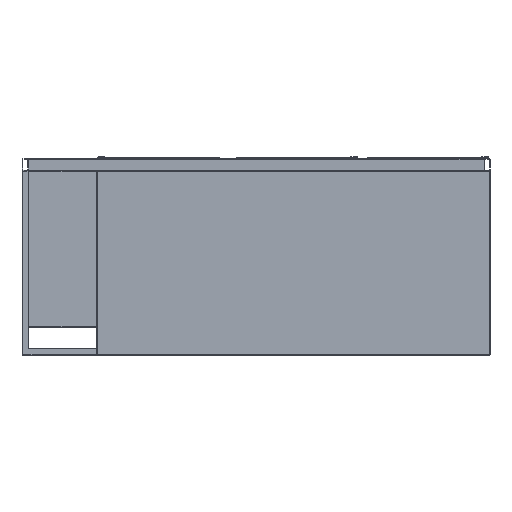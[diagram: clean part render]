
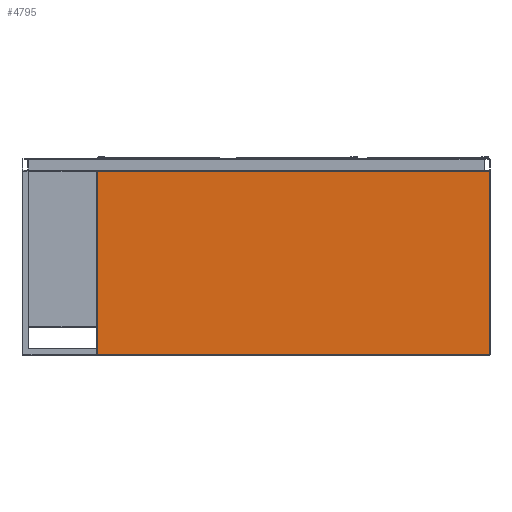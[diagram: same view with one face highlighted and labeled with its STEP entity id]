
A CAD part, front view. The second image highlights one B-rep face of the part: STEP entity #4795.
In plain terms, the highlighted planar face has unit normal (0, -1, 0).
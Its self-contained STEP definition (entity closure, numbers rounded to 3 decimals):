
#314 = CARTESIAN_POINT ( 'NONE',  ( 658., -355., -658. ) ) ;
#1818 = ORIENTED_EDGE ( 'NONE', *, *, #6870, .T. ) ;
#2329 = CARTESIAN_POINT ( 'NONE',  ( -660., -355., -42. ) ) ;
#2932 = DIRECTION ( 'NONE',  ( 0., -1., 0. ) ) ;
#3531 = VERTEX_POINT ( 'NONE', #314 ) ;
#4239 = EDGE_CURVE ( 'NONE', #3531, #26373, #4854, .T. ) ;
#4795 = ADVANCED_FACE ( 'Fl�che8', ( #20505 ), #6305, .T. ) ;
#4854 = LINE ( 'NONE', #22418, #8531 ) ;
#5098 = EDGE_CURVE ( 'NONE', #26373, #26584, #30744, .T. ) ;
#5502 = EDGE_LOOP ( 'NONE', ( #12203, #36838, #1818, #15426 ) ) ;
#6305 = PLANE ( 'NONE',  #19802 ) ;
#6375 = CARTESIAN_POINT ( 'NONE',  ( -658., -355., -660. ) ) ;
#6870 = EDGE_CURVE ( 'NONE', #17888, #3531, #36622, .T. ) ;
#7622 = CARTESIAN_POINT ( 'NONE',  ( -658., -355., -658. ) ) ;
#8531 = VECTOR ( 'NONE', #11231, 1000. ) ;
#8976 = DIRECTION ( 'NONE',  ( 1., 0., 0. ) ) ;
#10592 = EDGE_CURVE ( 'NONE', #26584, #17888, #20398, .T. ) ;
#11231 = DIRECTION ( 'NONE',  ( 0., 0., 1. ) ) ;
#12203 = ORIENTED_EDGE ( 'NONE', *, *, #5098, .T. ) ;
#14203 = VECTOR ( 'NONE', #31988, 1000. ) ;
#14968 = VECTOR ( 'NONE', #18987, 1000. ) ;
#15426 = ORIENTED_EDGE ( 'NONE', *, *, #4239, .T. ) ;
#17389 = CARTESIAN_POINT ( 'NONE',  ( -660., -355., -658. ) ) ;
#17888 = VERTEX_POINT ( 'NONE', #7622 ) ;
#18987 = DIRECTION ( 'NONE',  ( -1., 0., 0. ) ) ;
#19802 = AXIS2_PLACEMENT_3D ( 'NONE', #34521, #2932, #20139 ) ;
#20139 = DIRECTION ( 'NONE',  ( 0., 0., -1. ) ) ;
#20398 = LINE ( 'NONE', #6375, #14203 ) ;
#20505 = FACE_OUTER_BOUND ( 'NONE', #5502, .T. ) ;
#22418 = CARTESIAN_POINT ( 'NONE',  ( 658., -355., -660. ) ) ;
#23656 = CARTESIAN_POINT ( 'NONE',  ( -658., -355., -42. ) ) ;
#26373 = VERTEX_POINT ( 'NONE', #34514 ) ;
#26571 = VECTOR ( 'NONE', #8976, 1000. ) ;
#26584 = VERTEX_POINT ( 'NONE', #23656 ) ;
#30744 = LINE ( 'NONE', #2329, #14968 ) ;
#31988 = DIRECTION ( 'NONE',  ( 0., 0., -1. ) ) ;
#34514 = CARTESIAN_POINT ( 'NONE',  ( 658., -355., -42. ) ) ;
#34521 = CARTESIAN_POINT ( 'NONE',  ( -660., -355., -660. ) ) ;
#36622 = LINE ( 'NONE', #17389, #26571 ) ;
#36838 = ORIENTED_EDGE ( 'NONE', *, *, #10592, .T. ) ;
